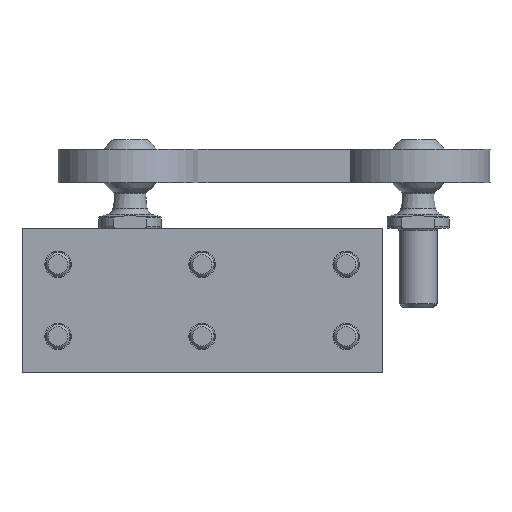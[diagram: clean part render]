
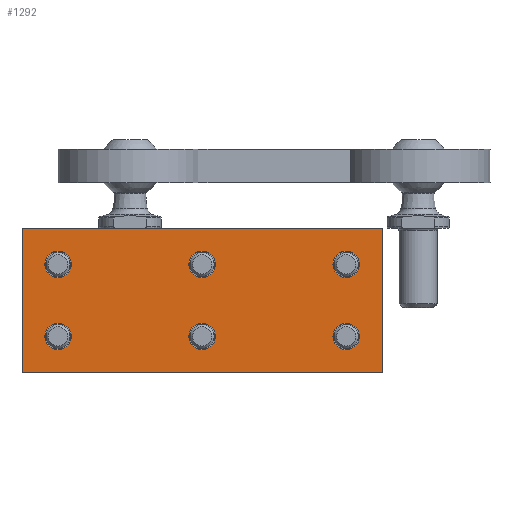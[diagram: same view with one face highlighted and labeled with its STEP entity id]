
A CAD part, front view. The second image highlights one B-rep face of the part: STEP entity #1292.
In plain terms, the highlighted planar face has unit normal (0, -1, 0).
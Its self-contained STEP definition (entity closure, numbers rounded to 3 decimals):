
#134=CIRCLE('',#1436,2.75);
#135=CIRCLE('',#1437,2.75);
#136=CIRCLE('',#1438,2.75);
#137=CIRCLE('',#1439,2.75);
#138=CIRCLE('',#1440,2.75);
#139=CIRCLE('',#1441,2.75);
#224=ORIENTED_EDGE('',*,*,#543,.F.);
#225=ORIENTED_EDGE('',*,*,#544,.F.);
#226=ORIENTED_EDGE('',*,*,#545,.F.);
#227=ORIENTED_EDGE('',*,*,#546,.F.);
#228=ORIENTED_EDGE('',*,*,#547,.F.);
#229=ORIENTED_EDGE('',*,*,#548,.F.);
#230=ORIENTED_EDGE('',*,*,#549,.T.);
#231=ORIENTED_EDGE('',*,*,#550,.F.);
#232=ORIENTED_EDGE('',*,*,#551,.F.);
#233=ORIENTED_EDGE('',*,*,#541,.T.);
#541=EDGE_CURVE('',#701,#700,#820,.T.);
#543=EDGE_CURVE('',#702,#702,#134,.T.);
#544=EDGE_CURVE('',#703,#703,#135,.T.);
#545=EDGE_CURVE('',#704,#704,#136,.T.);
#546=EDGE_CURVE('',#705,#705,#137,.T.);
#547=EDGE_CURVE('',#706,#706,#138,.T.);
#548=EDGE_CURVE('',#707,#707,#139,.T.);
#549=EDGE_CURVE('',#700,#708,#822,.T.);
#550=EDGE_CURVE('',#709,#708,#823,.T.);
#551=EDGE_CURVE('',#701,#709,#824,.T.);
#700=VERTEX_POINT('',#2064);
#701=VERTEX_POINT('',#2066);
#702=VERTEX_POINT('',#2070);
#703=VERTEX_POINT('',#2072);
#704=VERTEX_POINT('',#2074);
#705=VERTEX_POINT('',#2076);
#706=VERTEX_POINT('',#2078);
#707=VERTEX_POINT('',#2080);
#708=VERTEX_POINT('',#2082);
#709=VERTEX_POINT('',#2084);
#820=LINE('',#2065,#882);
#822=LINE('',#2081,#884);
#823=LINE('',#2083,#885);
#824=LINE('',#2085,#886);
#882=VECTOR('',#1629,1000.);
#884=VECTOR('',#1645,1000.);
#885=VECTOR('',#1646,1000.);
#886=VECTOR('',#1647,1000.);
#941=EDGE_LOOP('',(#224));
#942=EDGE_LOOP('',(#225));
#943=EDGE_LOOP('',(#226));
#944=EDGE_LOOP('',(#227));
#945=EDGE_LOOP('',(#228));
#946=EDGE_LOOP('',(#229));
#947=EDGE_LOOP('',(#230,#231,#232,#233));
#1095=FACE_BOUND('',#941,.T.);
#1096=FACE_BOUND('',#942,.T.);
#1097=FACE_BOUND('',#943,.T.);
#1098=FACE_BOUND('',#944,.T.);
#1099=FACE_BOUND('',#945,.T.);
#1100=FACE_BOUND('',#946,.T.);
#1101=FACE_BOUND('',#947,.T.);
#1250=PLANE('',#1435);
#1292=ADVANCED_FACE('',(#1095,#1096,#1097,#1098,#1099,#1100,#1101),#1250,
 .F.);
#1435=AXIS2_PLACEMENT_3D('',#2068,#1631,#1632);
#1436=AXIS2_PLACEMENT_3D('',#2069,#1633,#1634);
#1437=AXIS2_PLACEMENT_3D('',#2071,#1635,#1636);
#1438=AXIS2_PLACEMENT_3D('',#2073,#1637,#1638);
#1439=AXIS2_PLACEMENT_3D('',#2075,#1639,#1640);
#1440=AXIS2_PLACEMENT_3D('',#2077,#1641,#1642);
#1441=AXIS2_PLACEMENT_3D('',#2079,#1643,#1644);
#1629=DIRECTION('',(0.,0.,-1.));
#1631=DIRECTION('',(0.,1.,0.));
#1632=DIRECTION('',(0.,0.,1.));
#1633=DIRECTION('',(0.,-1.,0.));
#1634=DIRECTION('',(0.,0.,-1.));
#1635=DIRECTION('',(0.,-1.,0.));
#1636=DIRECTION('',(0.,0.,-1.));
#1637=DIRECTION('',(0.,-1.,0.));
#1638=DIRECTION('',(0.,0.,-1.));
#1639=DIRECTION('',(0.,-1.,0.));
#1640=DIRECTION('',(0.,0.,-1.));
#1641=DIRECTION('',(0.,-1.,0.));
#1642=DIRECTION('',(0.,0.,-1.));
#1643=DIRECTION('',(0.,-1.,0.));
#1644=DIRECTION('',(0.,0.,-1.));
#1645=DIRECTION('',(1.,0.,0.));
#1646=DIRECTION('',(0.,0.,-1.));
#1647=DIRECTION('',(1.,0.,0.));
#2064=CARTESIAN_POINT('',(0.,0.,-15.));
#2065=CARTESIAN_POINT('',(0.,0.,15.));
#2066=CARTESIAN_POINT('',(0.,0.,15.));
#2068=CARTESIAN_POINT('',(0.,0.,15.));
#2069=CARTESIAN_POINT('',(37.5,0.,-7.5));
#2070=CARTESIAN_POINT('',(37.5,0.,-10.25));
#2071=CARTESIAN_POINT('',(67.5,0.,-7.5));
#2072=CARTESIAN_POINT('',(67.5,0.,-10.25));
#2073=CARTESIAN_POINT('',(7.5,0.,-7.5));
#2074=CARTESIAN_POINT('',(7.5,0.,-10.25));
#2075=CARTESIAN_POINT('',(37.5,0.,7.5));
#2076=CARTESIAN_POINT('',(37.5,0.,4.75));
#2077=CARTESIAN_POINT('',(67.5,0.,7.5));
#2078=CARTESIAN_POINT('',(67.5,0.,4.75));
#2079=CARTESIAN_POINT('',(7.5,0.,7.5));
#2080=CARTESIAN_POINT('',(7.5,0.,4.75));
#2081=CARTESIAN_POINT('',(0.,0.,-15.));
#2082=CARTESIAN_POINT('',(75.,0.,-15.));
#2083=CARTESIAN_POINT('',(75.,0.,15.));
#2084=CARTESIAN_POINT('',(75.,0.,15.));
#2085=CARTESIAN_POINT('',(0.,0.,15.));
